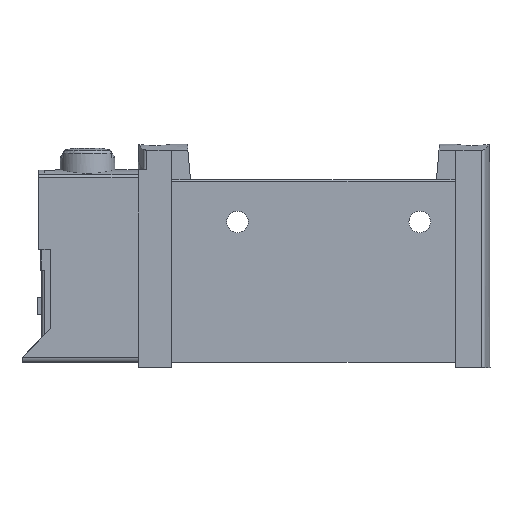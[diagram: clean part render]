
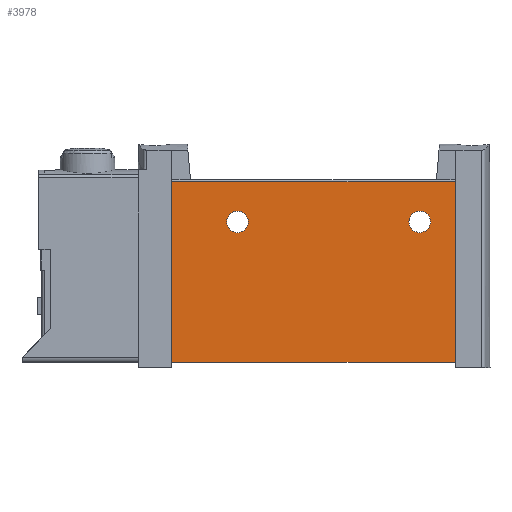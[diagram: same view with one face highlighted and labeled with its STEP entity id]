
A CAD part, top view. The second image highlights one B-rep face of the part: STEP entity #3978.
In plain terms, the highlighted planar face has unit normal (0, 0, 1).
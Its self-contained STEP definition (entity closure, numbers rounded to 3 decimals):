
#72=PLANE('',#4310);
#272=CIRCLE('',#4311,1.6);
#273=CIRCLE('',#4312,1.6);
#482=LINE('',#6326,#882);
#493=LINE('',#6354,#893);
#496=LINE('',#6362,#896);
#499=LINE('',#6370,#899);
#882=VECTOR('',#4951,1000.);
#893=VECTOR('',#4976,1000.);
#896=VECTOR('',#4983,1000.);
#899=VECTOR('',#4992,1000.);
#1486=ORIENTED_EDGE('',*,*,#2580,.F.);
#1487=ORIENTED_EDGE('',*,*,#2581,.F.);
#1488=ORIENTED_EDGE('',*,*,#2558,.T.);
#1489=ORIENTED_EDGE('',*,*,#2582,.F.);
#1490=ORIENTED_EDGE('',*,*,#2573,.F.);
#1491=ORIENTED_EDGE('',*,*,#2577,.T.);
#2558=EDGE_CURVE('',#3104,#3103,#482,.T.);
#2573=EDGE_CURVE('',#3113,#3114,#493,.T.);
#2577=EDGE_CURVE('',#3113,#3104,#496,.T.);
#2580=EDGE_CURVE('',#3117,#3117,#272,.F.);
#2581=EDGE_CURVE('',#3118,#3118,#273,.F.);
#2582=EDGE_CURVE('',#3114,#3103,#499,.T.);
#3103=VERTEX_POINT('',#6325);
#3104=VERTEX_POINT('',#6327);
#3113=VERTEX_POINT('',#6353);
#3114=VERTEX_POINT('',#6355);
#3117=VERTEX_POINT('',#6367);
#3118=VERTEX_POINT('',#6369);
#3368=EDGE_LOOP('',(#1486));
#3369=EDGE_LOOP('',(#1487));
#3370=EDGE_LOOP('',(#1488,#1489,#1490,#1491));
#3655=FACE_BOUND('',#3368,.T.);
#3656=FACE_BOUND('',#3369,.T.);
#3657=FACE_BOUND('',#3370,.T.);
#3978=ADVANCED_FACE('',(#3655,#3656,#3657),#72,.F.);
#4310=AXIS2_PLACEMENT_3D('',#6365,#4986,#4987);
#4311=AXIS2_PLACEMENT_3D('',#6366,#4988,#4989);
#4312=AXIS2_PLACEMENT_3D('',#6368,#4990,#4991);
#4951=DIRECTION('',(0.,-1.,0.));
#4976=DIRECTION('',(0.,-1.,0.));
#4983=DIRECTION('',(-1.,0.,0.));
#4986=DIRECTION('',(0.,0.,-1.));
#4987=DIRECTION('',(-1.,0.,0.));
#4988=DIRECTION('',(0.,0.,-1.));
#4989=DIRECTION('',(-1.,0.,0.));
#4990=DIRECTION('',(0.,0.,-1.));
#4991=DIRECTION('',(-1.,0.,0.));
#4992=DIRECTION('',(-1.,0.,0.));
#6325=CARTESIAN_POINT('',(-21.,0.,5.1));
#6326=CARTESIAN_POINT('',(-21.,26.7,5.1));
#6327=CARTESIAN_POINT('',(-21.,26.7,5.1));
#6353=CARTESIAN_POINT('',(21.,26.7,5.1));
#6354=CARTESIAN_POINT('',(21.,26.7,5.1));
#6355=CARTESIAN_POINT('',(21.,0.,5.1));
#6362=CARTESIAN_POINT('',(21.,26.7,5.1));
#6365=CARTESIAN_POINT('',(21.,26.7,5.1));
#6366=CARTESIAN_POINT('',(-11.25,20.8,5.1));
#6367=CARTESIAN_POINT('',(-12.85,20.8,5.1));
#6368=CARTESIAN_POINT('',(15.75,20.8,5.1));
#6369=CARTESIAN_POINT('',(14.15,20.8,5.1));
#6370=CARTESIAN_POINT('',(21.,0.,5.1));
